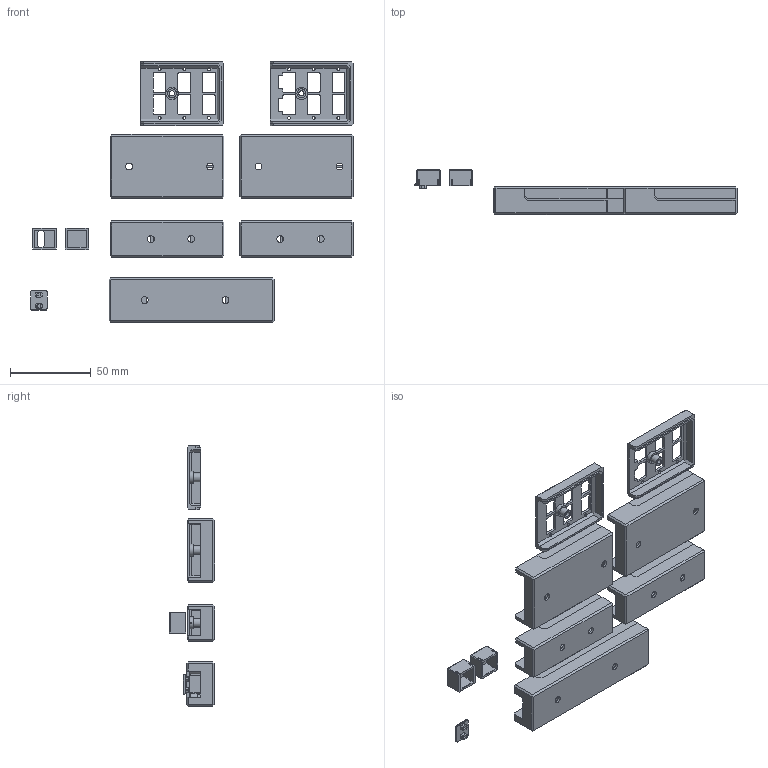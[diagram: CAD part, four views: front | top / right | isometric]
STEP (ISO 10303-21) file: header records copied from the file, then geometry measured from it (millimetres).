
FILE_DESCRIPTION(/* description */ (''),/* implementation_level */ '2;1');
FILE_NAME(/* name */ 'Sensor_PCB_Cases v28.step',/* time_stamp */ '2025-10-25T15:11:40-07:00',/* author */ (''),/* organization */ (''),/* preprocessor_version */ 'ST-DEVELOPER v20.1',/* originating_system */ 'Autodesk Translation Framework v14.17.0.0',/* authorisation */ '');
FILE_SCHEMA (('AUTOMOTIVE_DESIGN { 1 0 10303 214 3 1 1 }'));
Products named in the file (16): Sensor_PCB_Cases; Toolhead Enclosure V1.5; Expatia Sensor Enclosure; Lightpipes; Screw Terminal Cap - Wires; Terminal Socket Cap; Screw Terminal Cap - Wires (1); Toolhead Enclosure V1.4;  Gantry PCB 1.9 Enclosure; Upper Case V1.9 Right; Lower Case V1.9; Upper Case V1.9 Left;  Gantry PCB 2.0 Enclosure; Upper Case V2.0 Right; Lower Case V2.0; Upper Case V2.0 Left
Assembly tree (15 placements, depth 3):
  Sensor_PCB_Cases
    Toolhead Enclosure V1.5
    Expatia Sensor Enclosure
      Lightpipes
    Screw Terminal Cap - Wires
    Terminal Socket Cap
    Screw Terminal Cap - Wires (1)
    Toolhead Enclosure V1.4
     Gantry PCB 1.9 Enclosure
      Upper Case V1.9 Right
      Lower Case V1.9
      Upper Case V1.9 Left
     Gantry PCB 2.0 Enclosure
      Upper Case V2.0 Right
      Lower Case V2.0
      Upper Case V2.0 Left
Bounding box: 199.18 x 27.86 x 161.2 mm (x, y, z)
Volume: 76994.6 mm3; surface area: 84735.3 mm2
Topology: 23 solids, 23 shells, 2057 faces, 5561 edges, 3631 vertices
Faces by surface type: plane 1670, cylinder 300, bspline 63, cone 24
Full cylindrical faces by diameter (mm): 1.8 x24, 3 x13, 3.2 x12, 3.5 x3, 4.2 x10, 5 x6, 5.5 x12, 7.45 x1, 7.5 x8
Entity records: 66027 total; most frequent: CARTESIAN_POINT 13364, ORIENTED_EDGE 11122, DIRECTION 10208, EDGE_CURVE 5561, LINE 4570, VECTOR 4570, VERTEX_POINT 3633, AXIS2_PLACEMENT_3D 2819
